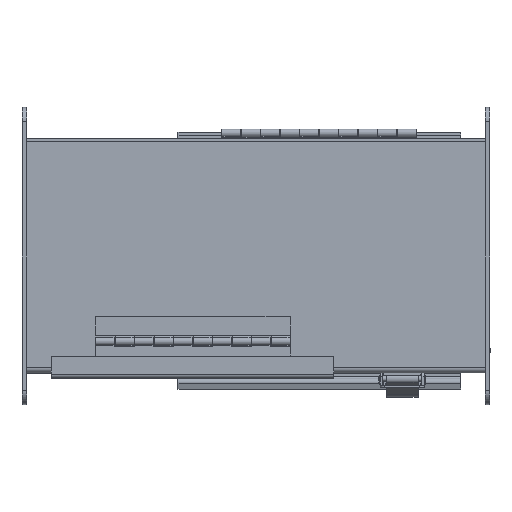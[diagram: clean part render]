
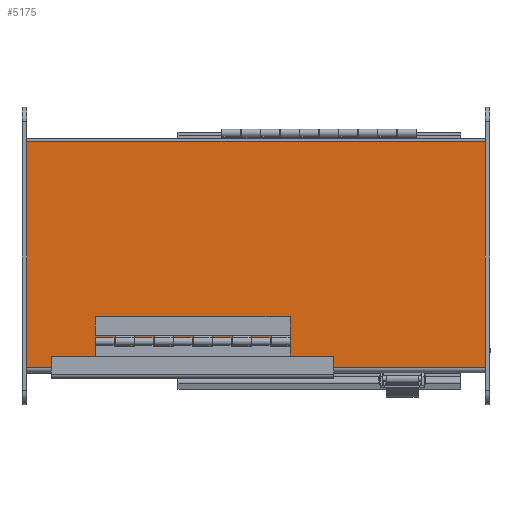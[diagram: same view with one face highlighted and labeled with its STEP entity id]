
A CAD part, left-side view. The second image highlights one B-rep face of the part: STEP entity #5175.
In plain terms, the highlighted face is planar.
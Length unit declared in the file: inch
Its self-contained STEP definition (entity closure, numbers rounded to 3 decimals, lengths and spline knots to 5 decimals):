
#574=LINE('',#8592,#1058);
#578=LINE('',#8607,#1062);
#581=LINE('',#8613,#1065);
#582=LINE('',#8614,#1066);
#1058=VECTOR('',#7002,12.);
#1062=VECTOR('',#7022,5.792);
#1065=VECTOR('',#7027,5.792);
#1066=VECTOR('',#7028,12.);
#1275=PLANE('',#5658);
#1631=FACE_OUTER_BOUND('',#1993,.T.);
#1993=EDGE_LOOP('',(#4543,#4544,#4545,#4546));
#2623=VERTEX_POINT('',#8589);
#2624=VERTEX_POINT('',#8591);
#2627=VERTEX_POINT('',#8606);
#2629=VERTEX_POINT('',#8612);
#3260=EDGE_CURVE('',#2624,#2623,#574,.T.);
#3267=EDGE_CURVE('',#2624,#2627,#578,.T.);
#3270=EDGE_CURVE('',#2629,#2623,#581,.T.);
#3271=EDGE_CURVE('',#2627,#2629,#582,.T.);
#4543=ORIENTED_EDGE('',*,*,#3260,.T.);
#4544=ORIENTED_EDGE('',*,*,#3270,.F.);
#4545=ORIENTED_EDGE('',*,*,#3271,.F.);
#4546=ORIENTED_EDGE('',*,*,#3267,.F.);
#5175=ADVANCED_FACE('',(#1631),#1275,.T.);
#5658=AXIS2_PLACEMENT_3D('',#8611,#7025,#7026);
#7002=DIRECTION('',(0.,-1.,0.));
#7022=DIRECTION('',(1.,0.,0.));
#7025=DIRECTION('center_axis',(0.,0.,1.));
#7026=DIRECTION('ref_axis',(1.,0.,0.));
#7027=DIRECTION('',(-1.,0.,0.));
#7028=DIRECTION('',(0.,-1.,0.));
#8589=CARTESIAN_POINT('',(-2.829,-6.,0.074));
#8591=CARTESIAN_POINT('',(-2.829,6.,0.074));
#8592=CARTESIAN_POINT('',(-2.829,3.,0.074));
#8606=CARTESIAN_POINT('',(2.963,6.,0.074));
#8607=CARTESIAN_POINT('',(2.963,6.,0.074));
#8611=CARTESIAN_POINT('Origin',(0.,0.,
0.074));
#8612=CARTESIAN_POINT('',(2.963,-6.,0.074));
#8613=CARTESIAN_POINT('',(-2.963,-6.,0.074));
#8614=CARTESIAN_POINT('',(2.963,-6.,0.074));
